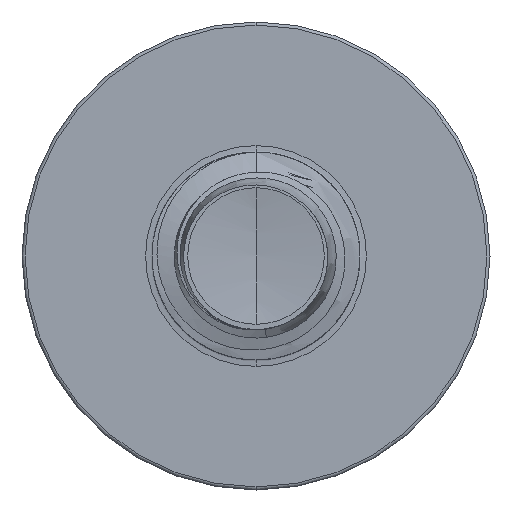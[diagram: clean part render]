
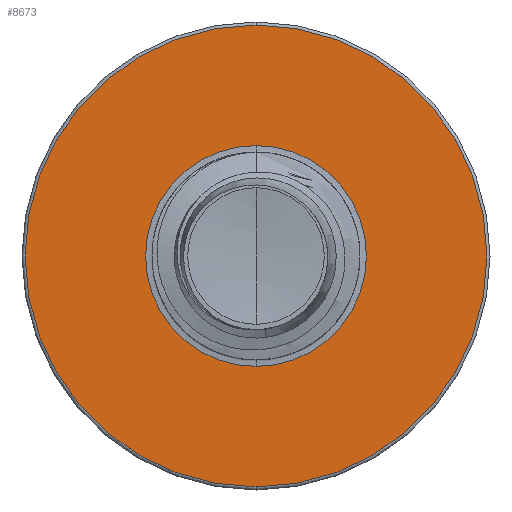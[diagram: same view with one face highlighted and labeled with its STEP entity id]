
A CAD part, front view. The second image highlights one B-rep face of the part: STEP entity #8673.
In plain terms, the highlighted planar face has unit normal (0, -1, 0).
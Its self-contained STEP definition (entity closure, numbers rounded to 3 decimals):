
#92 = CIRCLE ( 'NONE', #12517, 6.66 ) ;
#585 = ORIENTED_EDGE ( 'NONE', *, *, #21143, .F. ) ;
#1079 = DIRECTION ( 'NONE',  ( 0., 0., 1. ) ) ;
#4033 = DIRECTION ( 'NONE',  ( 0., 1., 0. ) ) ;
#4405 = CARTESIAN_POINT ( 'NONE',  ( 0., 22.5, 3.186 ) ) ;
#5810 = DIRECTION ( 'NONE',  ( 0., 1., 0. ) ) ;
#7379 = CARTESIAN_POINT ( 'NONE',  ( 0., 22.5, 0. ) ) ;
#7543 = CIRCLE ( 'NONE', #10039, 3.186 ) ;
#7990 = PLANE ( 'NONE',  #35680 ) ;
#8673 = ADVANCED_FACE ( 'NONE', ( #16879, #17784 ), #7990, .F. ) ;
#10039 = AXIS2_PLACEMENT_3D ( 'NONE', #7379, #28037, #10371 ) ;
#10371 = DIRECTION ( 'NONE',  ( 0., 0., 1. ) ) ;
#10978 = CARTESIAN_POINT ( 'NONE',  ( 0., 22.5, -3.186 ) ) ;
#11107 = EDGE_LOOP ( 'NONE', ( #585, #18039 ) ) ;
#12105 = EDGE_LOOP ( 'NONE', ( #19662, #19003 ) ) ;
#12517 = AXIS2_PLACEMENT_3D ( 'NONE', #36465, #18768, #1079 ) ;
#14657 = CIRCLE ( 'NONE', #23679, 6.66 ) ;
#16879 = FACE_OUTER_BOUND ( 'NONE', #11107, .T. ) ;
#16903 = DIRECTION ( 'NONE',  ( 0., 1., 0. ) ) ;
#17784 = FACE_BOUND ( 'NONE', #12105, .T. ) ;
#18039 = ORIENTED_EDGE ( 'NONE', *, *, #33670, .F. ) ;
#18768 = DIRECTION ( 'NONE',  ( 0., 1., 0. ) ) ;
#18992 = EDGE_CURVE ( 'NONE', #29386, #29493, #7543, .T. ) ;
#19003 = ORIENTED_EDGE ( 'NONE', *, *, #18992, .T. ) ;
#19662 = ORIENTED_EDGE ( 'NONE', *, *, #24496, .T. ) ;
#21132 = CARTESIAN_POINT ( 'NONE',  ( 0., 22.5, -6.66 ) ) ;
#21143 = EDGE_CURVE ( 'NONE', #30804, #30545, #92, .T. ) ;
#21698 = CARTESIAN_POINT ( 'NONE',  ( 0., 22.5, 0. ) ) ;
#21939 = CARTESIAN_POINT ( 'NONE',  ( 0., 22.5, -3.186 ) ) ;
#22883 = AXIS2_PLACEMENT_3D ( 'NONE', #21698, #4033, #24679 ) ;
#23490 = CARTESIAN_POINT ( 'NONE',  ( 0., 22.5, 0. ) ) ;
#23679 = AXIS2_PLACEMENT_3D ( 'NONE', #23490, #5810, #26481 ) ;
#24496 = EDGE_CURVE ( 'NONE', #29493, #29386, #34157, .T. ) ;
#24679 = DIRECTION ( 'NONE',  ( 0., 0., 1. ) ) ;
#26481 = DIRECTION ( 'NONE',  ( 0., 0., 1. ) ) ;
#28037 = DIRECTION ( 'NONE',  ( 0., 1., 0. ) ) ;
#29386 = VERTEX_POINT ( 'NONE', #21939 ) ;
#29493 = VERTEX_POINT ( 'NONE', #4405 ) ;
#30545 = VERTEX_POINT ( 'NONE', #21132 ) ;
#30804 = VERTEX_POINT ( 'NONE', #33162 ) ;
#33162 = CARTESIAN_POINT ( 'NONE',  ( 0., 22.5, 6.66 ) ) ;
#33670 = EDGE_CURVE ( 'NONE', #30545, #30804, #14657, .T. ) ;
#34157 = CIRCLE ( 'NONE', #22883, 3.186 ) ;
#35680 = AXIS2_PLACEMENT_3D ( 'NONE', #10978, #16903, #37541 ) ;
#36465 = CARTESIAN_POINT ( 'NONE',  ( 0., 22.5, 0. ) ) ;
#37541 = DIRECTION ( 'NONE',  ( 0., 0., 1. ) ) ;
